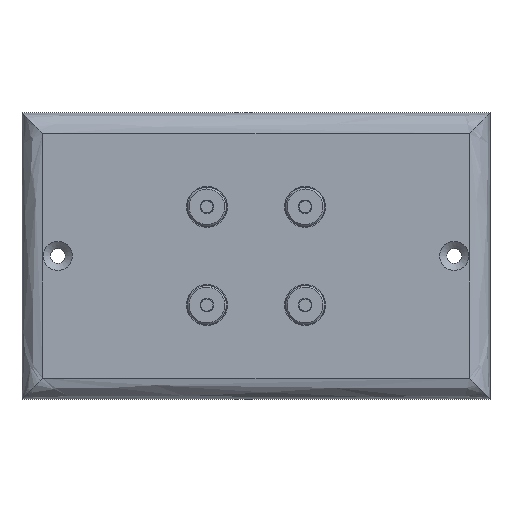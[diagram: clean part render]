
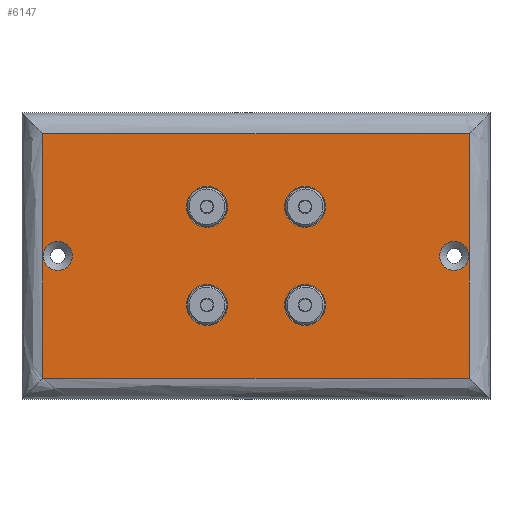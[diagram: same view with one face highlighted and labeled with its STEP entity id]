
A CAD part, top view. The second image highlights one B-rep face of the part: STEP entity #6147.
In plain terms, the highlighted planar face has unit normal (0, 0, 1).
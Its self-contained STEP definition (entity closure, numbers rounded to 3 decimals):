
#61=FACE_BOUND('',#1006,.T.);
#62=FACE_BOUND('',#1007,.T.);
#63=FACE_BOUND('',#1008,.T.);
#64=FACE_BOUND('',#1009,.T.);
#65=FACE_BOUND('',#1010,.T.);
#66=FACE_BOUND('',#1011,.T.);
#303=PLANE('',#6714);
#638=FACE_OUTER_BOUND('',#1005,.T.);
#1005=EDGE_LOOP('',(#5398,#5399,#5400,#5401));
#1006=EDGE_LOOP('',(#5402));
#1007=EDGE_LOOP('',(#5403));
#1008=EDGE_LOOP('',(#5404));
#1009=EDGE_LOOP('',(#5405));
#1010=EDGE_LOOP('',(#5406));
#1011=EDGE_LOOP('',(#5407));
#1563=LINE('',#10160,#2215);
#1564=LINE('',#10183,#2216);
#1567=LINE('',#10208,#2219);
#1569=LINE('',#10216,#2221);
#2215=VECTOR('',#8129,10.);
#2216=VECTOR('',#8130,10.);
#2219=VECTOR('',#8133,10.);
#2221=VECTOR('',#8135,10.);
#2597=CIRCLE('',#6621,5.);
#2599=CIRCLE('',#6624,5.);
#2601=CIRCLE('',#6627,5.);
#2603=CIRCLE('',#6630,5.);
#2614=CIRCLE('',#6708,3.543);
#2617=CIRCLE('',#6713,3.543);
#2977=VERTEX_POINT('',#9592);
#2979=VERTEX_POINT('',#9598);
#2981=VERTEX_POINT('',#9604);
#2983=VERTEX_POINT('',#9610);
#3054=VERTEX_POINT('',#10127);
#3057=VERTEX_POINT('',#10145);
#3059=VERTEX_POINT('',#10168);
#3060=VERTEX_POINT('',#10191);
#3068=VERTEX_POINT('',#10241);
#3071=VERTEX_POINT('',#10251);
#3710=EDGE_CURVE('',#2977,#2977,#2597,.T.);
#3713=EDGE_CURVE('',#2979,#2979,#2599,.T.);
#3716=EDGE_CURVE('',#2981,#2981,#2601,.T.);
#3719=EDGE_CURVE('',#2983,#2983,#2603,.T.);
#3849=EDGE_CURVE('',#3054,#3057,#1563,.T.);
#3851=EDGE_CURVE('',#3057,#3059,#1564,.T.);
#3855=EDGE_CURVE('',#3060,#3054,#1567,.T.);
#3857=EDGE_CURVE('',#3059,#3060,#1569,.T.);
#3870=EDGE_CURVE('',#3068,#3068,#2614,.T.);
#3875=EDGE_CURVE('',#3071,#3071,#2617,.T.);
#5398=ORIENTED_EDGE('',*,*,#3849,.T.);
#5399=ORIENTED_EDGE('',*,*,#3851,.T.);
#5400=ORIENTED_EDGE('',*,*,#3857,.T.);
#5401=ORIENTED_EDGE('',*,*,#3855,.T.);
#5402=ORIENTED_EDGE('',*,*,#3710,.T.);
#5403=ORIENTED_EDGE('',*,*,#3713,.T.);
#5404=ORIENTED_EDGE('',*,*,#3716,.T.);
#5405=ORIENTED_EDGE('',*,*,#3719,.T.);
#5406=ORIENTED_EDGE('',*,*,#3875,.F.);
#5407=ORIENTED_EDGE('',*,*,#3870,.F.);
#6147=ADVANCED_FACE('',(#638,#61,#62,#63,#64,#65,#66),#303,.T.);
#6621=AXIS2_PLACEMENT_3D('',#9594,#7855,#7856);
#6624=AXIS2_PLACEMENT_3D('',#9600,#7862,#7863);
#6627=AXIS2_PLACEMENT_3D('',#9606,#7869,#7870);
#6630=AXIS2_PLACEMENT_3D('',#9612,#7876,#7877);
#6708=AXIS2_PLACEMENT_3D('',#10243,#8164,#8165);
#6713=AXIS2_PLACEMENT_3D('',#10253,#8176,#8177);
#6714=AXIS2_PLACEMENT_3D('',#10254,#8178,#8179);
#7855=DIRECTION('center_axis',(0.,0.,-1.));
#7856=DIRECTION('ref_axis',(-1.,0.,0.));
#7862=DIRECTION('center_axis',(0.,0.,-1.));
#7863=DIRECTION('ref_axis',(-1.,0.,0.));
#7869=DIRECTION('center_axis',(0.,0.,-1.));
#7870=DIRECTION('ref_axis',(-1.,0.,0.));
#7876=DIRECTION('center_axis',(0.,0.,-1.));
#7877=DIRECTION('ref_axis',(-1.,0.,0.));
#8129=DIRECTION('',(0.,-1.,0.));
#8130=DIRECTION('',(1.,0.,0.));
#8133=DIRECTION('',(-1.,0.,0.));
#8135=DIRECTION('',(0.,1.,0.));
#8164=DIRECTION('center_axis',(0.,0.,1.));
#8165=DIRECTION('ref_axis',(1.,0.,0.));
#8176=DIRECTION('center_axis',(0.,0.,1.));
#8177=DIRECTION('ref_axis',(1.,0.,0.));
#8178=DIRECTION('center_axis',(0.,0.,1.));
#8179=DIRECTION('ref_axis',(1.,0.,0.));
#9592=CARTESIAN_POINT('',(17.,102.3,6.477));
#9594=CARTESIAN_POINT('Origin',(12.,102.3,6.477));
#9598=CARTESIAN_POINT('',(-7.,102.3,6.477));
#9600=CARTESIAN_POINT('Origin',(-12.,102.3,6.477));
#9604=CARTESIAN_POINT('',(17.,126.3,6.477));
#9606=CARTESIAN_POINT('Origin',(12.,126.3,6.477));
#9610=CARTESIAN_POINT('',(-7.,126.3,6.477));
#9612=CARTESIAN_POINT('Origin',(-12.,126.3,6.477));
#10127=CARTESIAN_POINT('',(-52.07,144.145,6.477));
#10145=CARTESIAN_POINT('',(-52.07,84.455,6.477));
#10160=CARTESIAN_POINT('',(-52.07,144.145,6.477));
#10168=CARTESIAN_POINT('',(52.07,84.455,6.477));
#10183=CARTESIAN_POINT('',(-52.07,84.455,6.477));
#10191=CARTESIAN_POINT('',(52.07,144.145,6.477));
#10208=CARTESIAN_POINT('',(52.07,144.145,6.477));
#10216=CARTESIAN_POINT('',(52.07,84.455,6.477));
#10241=CARTESIAN_POINT('',(44.875,114.3,6.477));
#10243=CARTESIAN_POINT('Origin',(48.419,114.3,6.477));
#10251=CARTESIAN_POINT('',(-51.962,114.3,6.477));
#10253=CARTESIAN_POINT('Origin',(-48.419,114.3,6.477));
#10254=CARTESIAN_POINT('Origin',(0.,114.3,6.477));
